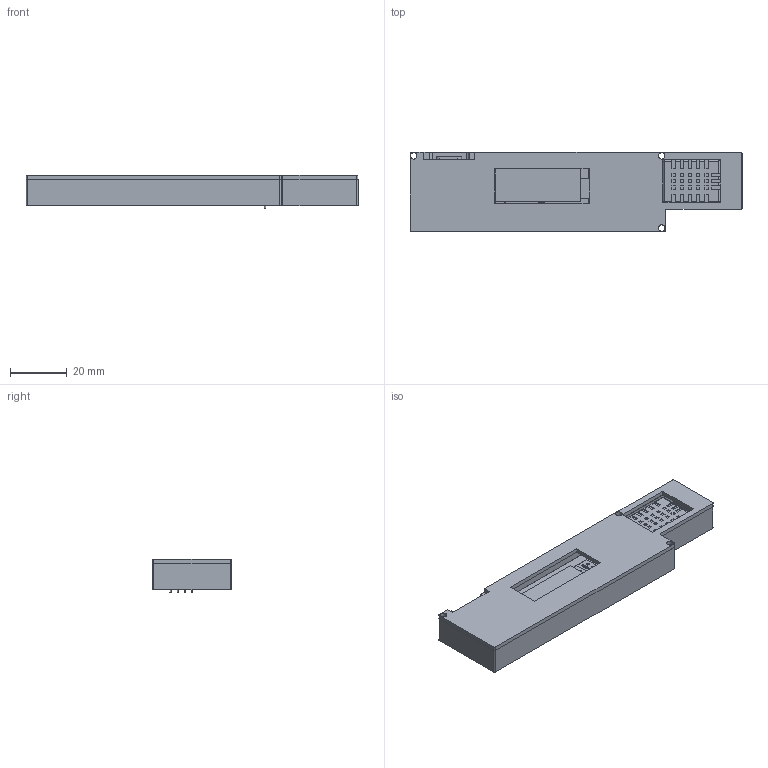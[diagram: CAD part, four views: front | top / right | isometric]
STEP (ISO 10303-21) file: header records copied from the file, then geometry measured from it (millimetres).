
FILE_DESCRIPTION(/* description */ (''),/* implementation_level */ '2;1');
FILE_NAME(/* name */ 'Humidity Sensor Desktop With PCB.step',/* time_stamp */ '2025-12-02T19:37:15-08:00',/* author */ (''),/* organization */ (''),/* preprocessor_version */ 'ST-DEVELOPER v20.1',/* originating_system */ 'Autodesk Translation Framework v14.21.0.0',/* authorisation */ '');
FILE_SCHEMA (('AUTOMOTIVE_DESIGN { 1 0 10303 214 3 1 1 }'));
Length unit declared in the file: millimetre
Products named in the file (20): 2025-12-02-10-41-13-817; 2025-12-02-19-15-19-163; 2025-12-02-19-15-19-164; 2025-12-02-19-15-19-165; 2025-12-02-19-15-19-166; 2025-12-02-19-15-19-167; 2025-12-02-19-15-19-168; 2025-12-02-19-15-19-169; 2025-12-02-19-15-19-170; 2025-11-26-05-52-15-919; 2025-11-26-05-52-15-920; 2025-11-26-05-52-15-921; 2025-11-26-05-52-15-922; 2025-11-26-05-52-15-923; 2025-11-26-05-52-15-924; 2025-11-26-05-52-15-925; 2025-11-26-05-52-15-926; 2025-11-26-05-52-15-927; 2025-11-26-05-52-15-928; 2025-11-26-05-52-15-929
Assembly tree (19 placements, depth 6):
  2025-12-02-10-41-13-817
    2025-12-02-19-15-19-163
      2025-12-02-19-15-19-164
      2025-12-02-19-15-19-165
      2025-12-02-19-15-19-166
      2025-12-02-19-15-19-167
      2025-12-02-19-15-19-168
      2025-12-02-19-15-19-169
      2025-12-02-19-15-19-170
      2025-11-26-05-52-15-919
        2025-11-26-05-52-15-920
          2025-11-26-05-52-15-921
          2025-11-26-05-52-15-922
          2025-11-26-05-52-15-923
            2025-11-26-05-52-15-924
            2025-11-26-05-52-15-925
            2025-11-26-05-52-15-926
            2025-11-26-05-52-15-927
            2025-11-26-05-52-15-928
          2025-11-26-05-52-15-929
Bounding box: 116.61 x 27.95 x 11.91 mm (x, y, z)
Volume: 20914.3 mm3; surface area: 28750 mm2
Topology: 104 solids, 142 shells, 1665 faces, 4848 edges, 3443 vertices
Faces by surface type: plane 1176, cylinder 266, bspline 187, torus 18, sphere 12, cone 6
Full cylindrical faces by diameter (mm): 0.4 x1, 0.5 x10, 0.6 x4, 0.8 x18, 0.889 x14, 1 x4, 1.016 x4, 1.5 x2, 2 x1, 2.2 x1, 2.25 x1, 2.3 x7, 2.5 x2, 3 x1, 3.247 x1
Entity records: 57414 total; most frequent: CARTESIAN_POINT 12498, ORIENTED_EDGE 8923, DIRECTION 8358, EDGE_CURVE 4840, LINE 3644, VECTOR 3644, VERTEX_POINT 3443, AXIS2_PLACEMENT_3D 2357
